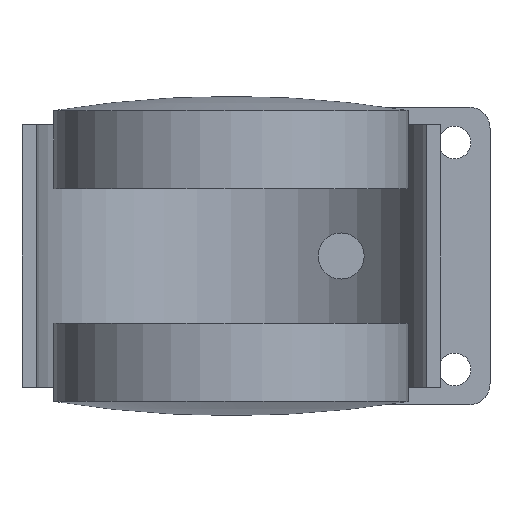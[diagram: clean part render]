
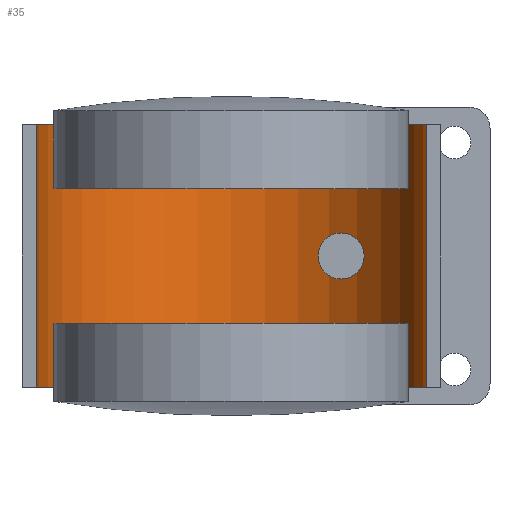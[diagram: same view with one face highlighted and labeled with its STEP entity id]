
A CAD part, front view. The second image highlights one B-rep face of the part: STEP entity #35.
In plain terms, the highlighted cylindrical face has radius 27.5 mm (diameter 55 mm), a partial arc.
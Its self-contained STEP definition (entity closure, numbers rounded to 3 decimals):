
#35 = ADVANCED_FACE ( 'NONE', ( #687 ), #1537, .F. ) ;
#48 = VECTOR ( 'NONE', #302, 1000. ) ;
#171 = DIRECTION ( 'NONE',  ( -1., 0., 0. ) ) ;
#184 = DIRECTION ( 'NONE',  ( 0., 0., -1. ) ) ;
#234 = DIRECTION ( 'NONE',  ( -1., 0., 0. ) ) ;
#302 = DIRECTION ( 'NONE',  ( 0., 0., -1. ) ) ;
#411 = CARTESIAN_POINT ( 'NONE',  ( -27.5, 0., -18.5 ) ) ;
#427 = VECTOR ( 'NONE', #766, 1000. ) ;
#443 = EDGE_CURVE ( 'NONE', #1976, #1518, #1930, .T. ) ;
#467 = CARTESIAN_POINT ( 'NONE',  ( -27.5, 0., 18.5 ) ) ;
#529 = CARTESIAN_POINT ( 'NONE',  ( 0., 0., 18.5 ) ) ;
#580 = DIRECTION ( 'NONE',  ( 0., 0., -1. ) ) ;
#629 = CARTESIAN_POINT ( 'NONE',  ( -27.5, 0., 18.5 ) ) ;
#642 = LINE ( 'NONE', #467, #48 ) ;
#687 = FACE_OUTER_BOUND ( 'NONE', #2143, .T. ) ;
#730 = DIRECTION ( 'NONE',  ( 0., 0., -1. ) ) ;
#766 = DIRECTION ( 'NONE',  ( 0., 0., -1. ) ) ;
#779 = EDGE_CURVE ( 'NONE', #1268, #1518, #963, .T. ) ;
#963 = CIRCLE ( 'NONE', #1597, 27.5 ) ;
#964 = CIRCLE ( 'NONE', #2020, 27.5 ) ;
#966 = ORIENTED_EDGE ( 'NONE', *, *, #1459, .F. ) ;
#1012 = CARTESIAN_POINT ( 'NONE',  ( 0., 0., 18.5 ) ) ;
#1268 = VERTEX_POINT ( 'NONE', #411 ) ;
#1371 = ORIENTED_EDGE ( 'NONE', *, *, #443, .F. ) ;
#1435 = EDGE_CURVE ( 'NONE', #1455, #1268, #642, .T. ) ;
#1455 = VERTEX_POINT ( 'NONE', #629 ) ;
#1459 = EDGE_CURVE ( 'NONE', #1455, #1976, #964, .T. ) ;
#1518 = VERTEX_POINT ( 'NONE', #2027 ) ;
#1526 = AXIS2_PLACEMENT_3D ( 'NONE', #529, #730, #1694 ) ;
#1537 = CYLINDRICAL_SURFACE ( 'NONE', #1526, 27.5 ) ;
#1597 = AXIS2_PLACEMENT_3D ( 'NONE', #1737, #580, #234 ) ;
#1636 = CARTESIAN_POINT ( 'NONE',  ( 27.5, 0., 18.5 ) ) ;
#1694 = DIRECTION ( 'NONE',  ( -1., 0., 0. ) ) ;
#1737 = CARTESIAN_POINT ( 'NONE',  ( 0., 0., -18.5 ) ) ;
#1759 = CARTESIAN_POINT ( 'NONE',  ( 27.5, 0., 18.5 ) ) ;
#1930 = LINE ( 'NONE', #1759, #427 ) ;
#1976 = VERTEX_POINT ( 'NONE', #1636 ) ;
#2020 = AXIS2_PLACEMENT_3D ( 'NONE', #1012, #184, #171 ) ;
#2027 = CARTESIAN_POINT ( 'NONE',  ( 27.5, 0., -18.5 ) ) ;
#2049 = ORIENTED_EDGE ( 'NONE', *, *, #1435, .T. ) ;
#2107 = ORIENTED_EDGE ( 'NONE', *, *, #779, .T. ) ;
#2143 = EDGE_LOOP ( 'NONE', ( #2107, #1371, #966, #2049 ) ) ;
